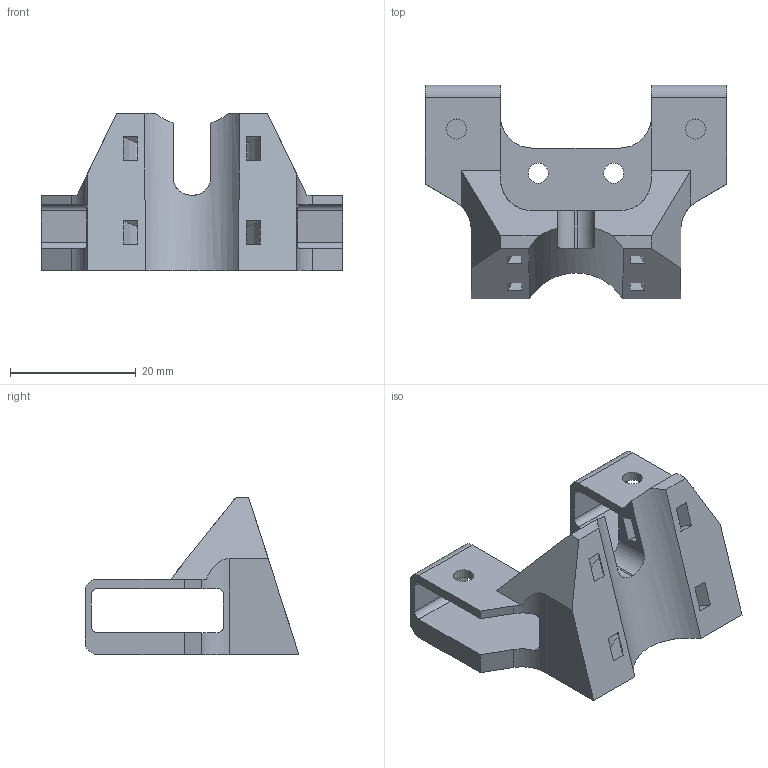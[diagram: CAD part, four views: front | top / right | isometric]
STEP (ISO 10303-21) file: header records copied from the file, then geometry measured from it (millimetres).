
FILE_DESCRIPTION(('FreeCAD Model'),'2;1');
FILE_NAME('x-carriage-wire-fastener-x1.step', '2021-04-28T16:27:19',('Author'),(''), 'Open CASCADE STEP processor 7.3','FreeCAD','Unknown');
FILE_SCHEMA(('AUTOMOTIVE_DESIGN { 1 0 10303 214 1 1 1 1 }'));
Length unit declared in the file: millimetre
Products named in the file (1): Cut062
Bounding box: 48 x 34 x 25 mm (x, y, z)
Volume: 9175.3 mm3; surface area: 6192.6 mm2
Topology: 1 solids, 1 shells, 68 faces, 210 edges, 140 vertices
Faces by surface type: plane 39, cylinder 29
Full cylindrical faces by diameter (mm): 3.2 x4
Entity records: 6114 total; most frequent: CARTESIAN_POINT 1453, DIRECTION 786, LINE 444, VECTOR 444, ORIENTED_EDGE 420, PCURVE 420, DEFINITIONAL_REPRESENTATION 420, EDGE_CURVE 210
